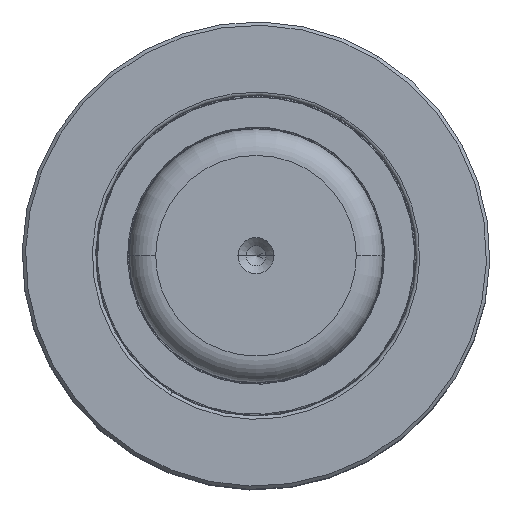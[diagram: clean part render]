
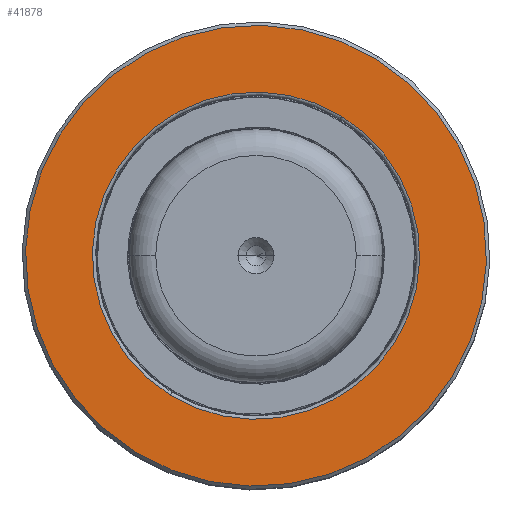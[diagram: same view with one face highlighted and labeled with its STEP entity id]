
A CAD part, top view. The second image highlights one B-rep face of the part: STEP entity #41878.
In plain terms, the highlighted face is planar.
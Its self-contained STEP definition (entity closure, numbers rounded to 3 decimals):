
#2617 = CARTESIAN_POINT ( 'NONE',  ( 0., 45.687, 24.5 ) ) ;
#3077 = FACE_BOUND ( 'NONE', #25587, .T. ) ;
#4717 = CIRCLE ( 'NONE', #47674, 24.5 ) ;
#4836 = EDGE_CURVE ( 'NONE', #26027, #21964, #16632, .T. ) ;
#8406 = AXIS2_PLACEMENT_3D ( 'NONE', #12010, #44078, #25848 ) ;
#11352 = CIRCLE ( 'NONE', #8406, 34.5 ) ;
#12010 = CARTESIAN_POINT ( 'NONE',  ( 0., 45.687, 0. ) ) ;
#15054 = ORIENTED_EDGE ( 'NONE', *, *, #20511, .T. ) ;
#16040 = DIRECTION ( 'NONE',  ( 0., -1., 0. ) ) ;
#16632 = CIRCLE ( 'NONE', #33129, 24.5 ) ;
#17023 = EDGE_CURVE ( 'NONE', #51155, #43263, #11352, .T. ) ;
#17308 = CIRCLE ( 'NONE', #20006, 34.5 ) ;
#18267 = DIRECTION ( 'NONE',  ( 0., -1., 0. ) ) ;
#18721 = ORIENTED_EDGE ( 'NONE', *, *, #17023, .F. ) ;
#19786 = ORIENTED_EDGE ( 'NONE', *, *, #45858, .F. ) ;
#20006 = AXIS2_PLACEMENT_3D ( 'NONE', #54719, #18267, #40664 ) ;
#20511 = EDGE_CURVE ( 'NONE', #21964, #26027, #4717, .T. ) ;
#21964 = VERTEX_POINT ( 'NONE', #42121 ) ;
#22454 = FACE_OUTER_BOUND ( 'NONE', #40551, .T. ) ;
#25587 = EDGE_LOOP ( 'NONE', ( #15054, #37396 ) ) ;
#25848 = DIRECTION ( 'NONE',  ( 0., 0., -1. ) ) ;
#25885 = PLANE ( 'NONE',  #29183 ) ;
#26027 = VERTEX_POINT ( 'NONE', #2617 ) ;
#29183 = AXIS2_PLACEMENT_3D ( 'NONE', #39741, #31275, #35906 ) ;
#31275 = DIRECTION ( 'NONE',  ( 0., 1., 0. ) ) ;
#33129 = AXIS2_PLACEMENT_3D ( 'NONE', #43726, #16040, #38770 ) ;
#33193 = CARTESIAN_POINT ( 'NONE',  ( 0., 45.687, 0. ) ) ;
#35906 = DIRECTION ( 'NONE',  ( 0., 0., 1. ) ) ;
#37396 = ORIENTED_EDGE ( 'NONE', *, *, #4836, .T. ) ;
#38770 = DIRECTION ( 'NONE',  ( 0., 0., -1. ) ) ;
#39741 = CARTESIAN_POINT ( 'NONE',  ( 34.5, 45.687, 0. ) ) ;
#40551 = EDGE_LOOP ( 'NONE', ( #19786, #18721 ) ) ;
#40664 = DIRECTION ( 'NONE',  ( 0., 0., -1. ) ) ;
#41878 = ADVANCED_FACE ( 'NONE', ( #3077, #22454 ), #25885, .T. ) ;
#42121 = CARTESIAN_POINT ( 'NONE',  ( 0., 45.687, -24.5 ) ) ;
#43263 = VERTEX_POINT ( 'NONE', #45962 ) ;
#43726 = CARTESIAN_POINT ( 'NONE',  ( 0., 45.687, 0. ) ) ;
#44078 = DIRECTION ( 'NONE',  ( 0., -1., 0. ) ) ;
#45320 = CARTESIAN_POINT ( 'NONE',  ( 0., 45.687, 34.5 ) ) ;
#45858 = EDGE_CURVE ( 'NONE', #43263, #51155, #17308, .T. ) ;
#45962 = CARTESIAN_POINT ( 'NONE',  ( 0., 45.687, -34.5 ) ) ;
#46384 = DIRECTION ( 'NONE',  ( 0., 0., -1. ) ) ;
#47674 = AXIS2_PLACEMENT_3D ( 'NONE', #33193, #55761, #46384 ) ;
#51155 = VERTEX_POINT ( 'NONE', #45320 ) ;
#54719 = CARTESIAN_POINT ( 'NONE',  ( 0., 45.687, 0. ) ) ;
#55761 = DIRECTION ( 'NONE',  ( 0., -1., 0. ) ) ;
